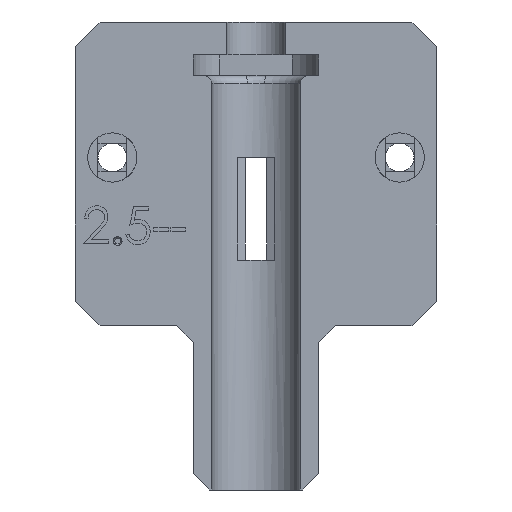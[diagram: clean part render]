
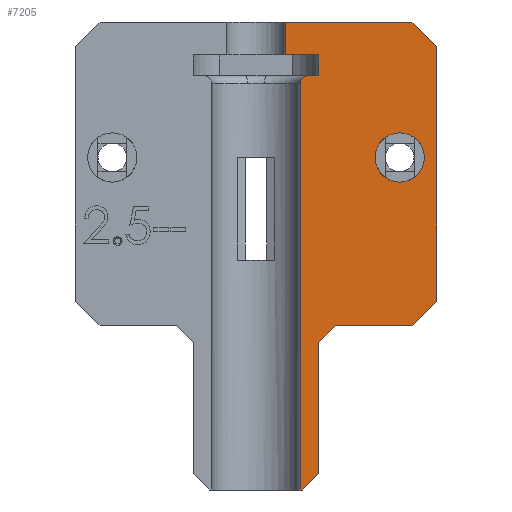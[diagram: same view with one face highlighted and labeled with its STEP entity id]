
A CAD part, front view. The second image highlights one B-rep face of the part: STEP entity #7205.
In plain terms, the highlighted planar face has unit normal (0, -1, 0).
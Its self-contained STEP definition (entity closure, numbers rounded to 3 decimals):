
#41 = VERTEX_POINT ( 'NONE', #446 ) ;
#75 = ORIENTED_EDGE ( 'NONE', *, *, #8402, .T. ) ;
#82 = EDGE_CURVE ( 'NONE', #346, #5328, #6172, .T. ) ;
#91 = ORIENTED_EDGE ( 'NONE', *, *, #2458, .F. ) ;
#111 = EDGE_CURVE ( 'NONE', #3126, #8291, #4865, .T. ) ;
#143 = VECTOR ( 'NONE', #3041, 1000. ) ;
#312 = VECTOR ( 'NONE', #6253, 1000. ) ;
#317 = CARTESIAN_POINT ( 'NONE',  ( 17.5, -26.875, 3.5 ) ) ;
#329 = ORIENTED_EDGE ( 'NONE', *, *, #1566, .T. ) ;
#346 = VERTEX_POINT ( 'NONE', #1591 ) ;
#349 = LINE ( 'NONE', #7620, #8091 ) ;
#385 = CARTESIAN_POINT ( 'NONE',  ( 5.65, -26.875, -37. ) ) ;
#387 = DIRECTION ( 'NONE',  ( 0., -1., 0. ) ) ;
#407 = CARTESIAN_POINT ( 'NONE',  ( 21.262, -26.875, -21.389 ) ) ;
#433 = CARTESIAN_POINT ( 'NONE',  ( 7.65, -26.875, -19. ) ) ;
#435 = CARTESIAN_POINT ( 'NONE',  ( 6.375, -26.875, 12.45 ) ) ;
#446 = CARTESIAN_POINT ( 'NONE',  ( 9.65, -26.875, -17. ) ) ;
#469 = LINE ( 'NONE', #2447, #7378 ) ;
#747 = VECTOR ( 'NONE', #4582, 1000. ) ;
#852 = EDGE_CURVE ( 'NONE', #8056, #7042, #5312, .T. ) ;
#874 = VERTEX_POINT ( 'NONE', #3497 ) ;
#956 = CARTESIAN_POINT ( 'NONE',  ( 7.65, -26.875, -6.502 ) ) ;
#986 = EDGE_CURVE ( 'NONE', #6272, #874, #5337, .T. ) ;
#1115 = ORIENTED_EDGE ( 'NONE', *, *, #3405, .F. ) ;
#1140 = ORIENTED_EDGE ( 'NONE', *, *, #5860, .F. ) ;
#1272 = ORIENTED_EDGE ( 'NONE', *, *, #3571, .T. ) ;
#1566 = EDGE_CURVE ( 'NONE', #3126, #41, #5626, .T. ) ;
#1569 = VERTEX_POINT ( 'NONE', #385 ) ;
#1591 = CARTESIAN_POINT ( 'NONE',  ( 7.65, -26.875, 13.45 ) ) ;
#1613 = VERTEX_POINT ( 'NONE', #8505 ) ;
#1653 = LINE ( 'NONE', #3039, #6450 ) ;
#1678 = DIRECTION ( 'NONE',  ( 1., 0., 0. ) ) ;
#1802 = DIRECTION ( 'NONE',  ( 0., 0., -1. ) ) ;
#2097 = LINE ( 'NONE', #4715, #747 ) ;
#2208 = VERTEX_POINT ( 'NONE', #2767 ) ;
#2296 = VERTEX_POINT ( 'NONE', #4647 ) ;
#2299 = VECTOR ( 'NONE', #3034, 1000. ) ;
#2324 = AXIS2_PLACEMENT_3D ( 'NONE', #317, #8179, #7629 ) ;
#2383 = VECTOR ( 'NONE', #3576, 1000. ) ;
#2443 = ORIENTED_EDGE ( 'NONE', *, *, #111, .F. ) ;
#2447 = CARTESIAN_POINT ( 'NONE',  ( 7.65, -26.875, -6.502 ) ) ;
#2452 = CARTESIAN_POINT ( 'NONE',  ( 5.375, -26.875, -37. ) ) ;
#2458 = EDGE_CURVE ( 'NONE', #2208, #2296, #5423, .T. ) ;
#2476 = CARTESIAN_POINT ( 'NONE',  ( 6.375, -26.875, 13.45 ) ) ;
#2520 = LINE ( 'NONE', #407, #2299 ) ;
#2526 = CARTESIAN_POINT ( 'NONE',  ( 17.937, -26.875, -18.063 ) ) ;
#2586 = DIRECTION ( 'NONE',  ( 0., 0., -1. ) ) ;
#2703 = ORIENTED_EDGE ( 'NONE', *, *, #7571, .F. ) ;
#2767 = CARTESIAN_POINT ( 'NONE',  ( 3.625, -26.875, 20. ) ) ;
#2916 = FACE_BOUND ( 'NONE', #5963, .T. ) ;
#2934 = VERTEX_POINT ( 'NONE', #5145 ) ;
#2983 = EDGE_CURVE ( 'NONE', #4058, #346, #469, .T. ) ;
#3034 = DIRECTION ( 'NONE',  ( 0.707, 0., 0.707 ) ) ;
#3039 = CARTESIAN_POINT ( 'NONE',  ( 3.625, -26.875, -0.313 ) ) ;
#3041 = DIRECTION ( 'NONE',  ( -0.707, 0., 0.707 ) ) ;
#3048 = DIRECTION ( 'NONE',  ( 0., 0., -1. ) ) ;
#3126 = VERTEX_POINT ( 'NONE', #3905 ) ;
#3128 = LINE ( 'NONE', #5702, #143 ) ;
#3154 = CARTESIAN_POINT ( 'NONE',  ( 19., -26.875, -17. ) ) ;
#3205 = EDGE_CURVE ( 'NONE', #5786, #1569, #3430, .T. ) ;
#3208 = AXIS2_PLACEMENT_3D ( 'NONE', #7654, #8376, #1802 ) ;
#3260 = ORIENTED_EDGE ( 'NONE', *, *, #3205, .T. ) ;
#3360 = AXIS2_PLACEMENT_3D ( 'NONE', #435, #387, #7487 ) ;
#3405 = EDGE_CURVE ( 'NONE', #4292, #2208, #1653, .T. ) ;
#3430 = LINE ( 'NONE', #4229, #4238 ) ;
#3497 = CARTESIAN_POINT ( 'NONE',  ( 17.5, -26.875, 6.5 ) ) ;
#3571 = EDGE_CURVE ( 'NONE', #41, #8056, #349, .T. ) ;
#3576 = DIRECTION ( 'NONE',  ( 0., 0., -1. ) ) ;
#3581 = DIRECTION ( 'NONE',  ( 0., 0., 1. ) ) ;
#3620 = CARTESIAN_POINT ( 'NONE',  ( 6.375, -26.875, 13.45 ) ) ;
#3806 = CARTESIAN_POINT ( 'NONE',  ( 3.625, -26.875, 16. ) ) ;
#3834 = VECTOR ( 'NONE', #5581, 1000. ) ;
#3850 = ORIENTED_EDGE ( 'NONE', *, *, #986, .F. ) ;
#3905 = CARTESIAN_POINT ( 'NONE',  ( 7.65, -26.875, -19. ) ) ;
#3929 = ORIENTED_EDGE ( 'NONE', *, *, #7025, .F. ) ;
#4058 = VERTEX_POINT ( 'NONE', #7815 ) ;
#4192 = ORIENTED_EDGE ( 'NONE', *, *, #82, .T. ) ;
#4197 = FACE_OUTER_BOUND ( 'NONE', #4896, .T. ) ;
#4209 = DIRECTION ( 'NONE',  ( 1., 0., 0. ) ) ;
#4224 = CARTESIAN_POINT ( 'NONE',  ( 5.375, -26.875, -29.481 ) ) ;
#4229 = CARTESIAN_POINT ( 'NONE',  ( 6.375, -26.875, -37. ) ) ;
#4238 = VECTOR ( 'NONE', #6822, 1000. ) ;
#4261 = EDGE_CURVE ( 'NONE', #2934, #2296, #3128, .T. ) ;
#4270 = DIRECTION ( 'NONE',  ( 0., 0., 1. ) ) ;
#4291 = VECTOR ( 'NONE', #3581, 1000. ) ;
#4292 = VERTEX_POINT ( 'NONE', #3806 ) ;
#4582 = DIRECTION ( 'NONE',  ( -1., 0., 0. ) ) ;
#4647 = CARTESIAN_POINT ( 'NONE',  ( 19., -26.875, 20. ) ) ;
#4715 = CARTESIAN_POINT ( 'NONE',  ( 6.375, -26.875, 16. ) ) ;
#4828 = CARTESIAN_POINT ( 'NONE',  ( 7.65, -26.875, -35. ) ) ;
#4865 = LINE ( 'NONE', #956, #2383 ) ;
#4896 = EDGE_LOOP ( 'NONE', ( #4192, #6257, #5704, #3260, #75, #2443, #329, #1272, #5845, #3929, #4969, #91, #1115, #2703, #7634 ) ) ;
#4924 = CARTESIAN_POINT ( 'NONE',  ( 6.375, -26.875, -6.502 ) ) ;
#4968 = PLANE ( 'NONE',  #5974 ) ;
#4969 = ORIENTED_EDGE ( 'NONE', *, *, #4261, .T. ) ;
#4987 = CIRCLE ( 'NONE', #3208, 3. ) ;
#5056 = DIRECTION ( 'NONE',  ( 0., 0., -1. ) ) ;
#5134 = VECTOR ( 'NONE', #2586, 1000. ) ;
#5135 = DIRECTION ( 'NONE',  ( 0.707, 0., 0.707 ) ) ;
#5145 = CARTESIAN_POINT ( 'NONE',  ( 22., -26.875, 17. ) ) ;
#5312 = LINE ( 'NONE', #2526, #6991 ) ;
#5328 = VERTEX_POINT ( 'NONE', #2476 ) ;
#5337 = CIRCLE ( 'NONE', #2324, 3. ) ;
#5423 = LINE ( 'NONE', #7406, #6140 ) ;
#5581 = DIRECTION ( 'NONE',  ( 0.707, 0., 0.707 ) ) ;
#5626 = LINE ( 'NONE', #433, #3834 ) ;
#5702 = CARTESIAN_POINT ( 'NONE',  ( 25.938, -26.875, 13.062 ) ) ;
#5704 = ORIENTED_EDGE ( 'NONE', *, *, #8272, .F. ) ;
#5786 = VERTEX_POINT ( 'NONE', #2452 ) ;
#5845 = ORIENTED_EDGE ( 'NONE', *, *, #852, .T. ) ;
#5860 = EDGE_CURVE ( 'NONE', #874, #6272, #4987, .T. ) ;
#5894 = CARTESIAN_POINT ( 'NONE',  ( 22., -26.875, -14. ) ) ;
#5963 = EDGE_LOOP ( 'NONE', ( #1140, #3850 ) ) ;
#5974 = AXIS2_PLACEMENT_3D ( 'NONE', #4924, #7558, #3048 ) ;
#6140 = VECTOR ( 'NONE', #4209, 1000. ) ;
#6172 = LINE ( 'NONE', #3620, #312 ) ;
#6253 = DIRECTION ( 'NONE',  ( -1., 0., 0. ) ) ;
#6257 = ORIENTED_EDGE ( 'NONE', *, *, #6886, .T. ) ;
#6272 = VERTEX_POINT ( 'NONE', #7766 ) ;
#6450 = VECTOR ( 'NONE', #4270, 1000. ) ;
#6496 = LINE ( 'NONE', #8467, #5134 ) ;
#6517 = CIRCLE ( 'NONE', #3360, 1. ) ;
#6822 = DIRECTION ( 'NONE',  ( 1., 0., 0. ) ) ;
#6886 = EDGE_CURVE ( 'NONE', #5328, #1613, #6517, .T. ) ;
#6991 = VECTOR ( 'NONE', #5135, 1000. ) ;
#7025 = EDGE_CURVE ( 'NONE', #2934, #7042, #6496, .T. ) ;
#7042 = VERTEX_POINT ( 'NONE', #5894 ) ;
#7205 = ADVANCED_FACE ( 'NONE', ( #2916, #4197 ), #4968, .T. ) ;
#7378 = VECTOR ( 'NONE', #5056, 1000. ) ;
#7406 = CARTESIAN_POINT ( 'NONE',  ( -22.5, -26.875, 20. ) ) ;
#7487 = DIRECTION ( 'NONE',  ( 0., 0., -1. ) ) ;
#7558 = DIRECTION ( 'NONE',  ( 0., -1., 0. ) ) ;
#7571 = EDGE_CURVE ( 'NONE', #4058, #4292, #2097, .T. ) ;
#7620 = CARTESIAN_POINT ( 'NONE',  ( 6.375, -26.875, -17. ) ) ;
#7629 = DIRECTION ( 'NONE',  ( 0., 0., -1. ) ) ;
#7634 = ORIENTED_EDGE ( 'NONE', *, *, #2983, .T. ) ;
#7654 = CARTESIAN_POINT ( 'NONE',  ( 17.5, -26.875, 3.5 ) ) ;
#7766 = CARTESIAN_POINT ( 'NONE',  ( 17.5, -26.875, 0.5 ) ) ;
#7815 = CARTESIAN_POINT ( 'NONE',  ( 7.65, -26.875, 16. ) ) ;
#8056 = VERTEX_POINT ( 'NONE', #3154 ) ;
#8062 = LINE ( 'NONE', #4224, #4291 ) ;
#8091 = VECTOR ( 'NONE', #1678, 1000. ) ;
#8179 = DIRECTION ( 'NONE',  ( 0., -1., 0. ) ) ;
#8272 = EDGE_CURVE ( 'NONE', #5786, #1613, #8062, .T. ) ;
#8291 = VERTEX_POINT ( 'NONE', #4828 ) ;
#8376 = DIRECTION ( 'NONE',  ( 0., -1., 0. ) ) ;
#8402 = EDGE_CURVE ( 'NONE', #1569, #8291, #2520, .T. ) ;
#8467 = CARTESIAN_POINT ( 'NONE',  ( 22., -26.875, -6.502 ) ) ;
#8505 = CARTESIAN_POINT ( 'NONE',  ( 5.375, -26.875, 12.45 ) ) ;
